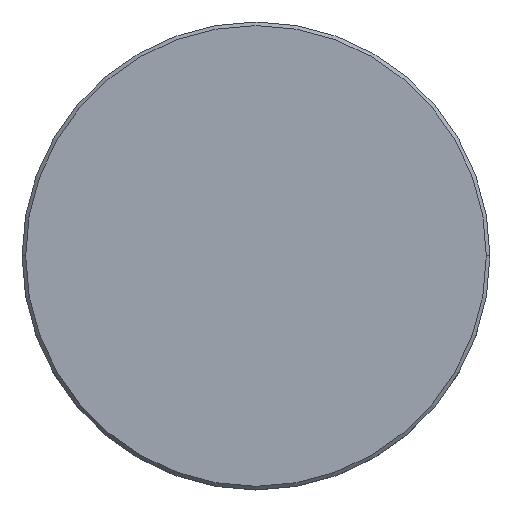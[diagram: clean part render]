
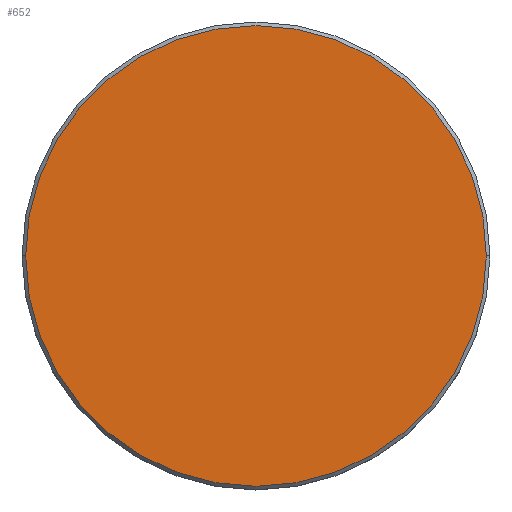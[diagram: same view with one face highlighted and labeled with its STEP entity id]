
A CAD part, top view. The second image highlights one B-rep face of the part: STEP entity #652.
In plain terms, the highlighted planar face has unit normal (0, 0, 1).
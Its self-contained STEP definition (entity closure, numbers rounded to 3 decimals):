
#87 = ORIENTED_EDGE ( 'NONE', *, *, #397, .T. ) ;
#101 = EDGE_LOOP ( 'NONE', ( #669, #87 ) ) ;
#104 = DIRECTION ( 'NONE',  ( 0., 0., 1. ) ) ;
#155 = EDGE_CURVE ( 'NONE', #982, #306, #236, .T. ) ;
#181 = CARTESIAN_POINT ( 'NONE',  ( 32., 0., 0. ) ) ;
#222 = CIRCLE ( 'NONE', #367, 32. ) ;
#236 = CIRCLE ( 'NONE', #917, 32. ) ;
#257 = CARTESIAN_POINT ( 'NONE',  ( 0., 0., 0. ) ) ;
#271 = PLANE ( 'NONE',  #941 ) ;
#306 = VERTEX_POINT ( 'NONE', #181 ) ;
#367 = AXIS2_PLACEMENT_3D ( 'NONE', #257, #997, #413 ) ;
#397 = EDGE_CURVE ( 'NONE', #306, #982, #222, .T. ) ;
#413 = DIRECTION ( 'NONE',  ( 1., 0., 0. ) ) ;
#443 = CARTESIAN_POINT ( 'NONE',  ( 0., 0., 0. ) ) ;
#652 = ADVANCED_FACE ( 'NONE', ( #913 ), #271, .T. ) ;
#669 = ORIENTED_EDGE ( 'NONE', *, *, #155, .T. ) ;
#801 = CARTESIAN_POINT ( 'NONE',  ( -32., 0., 0. ) ) ;
#823 = DIRECTION ( 'NONE',  ( 0., 0., 1. ) ) ;
#846 = DIRECTION ( 'NONE',  ( 1., 0., 0. ) ) ;
#913 = FACE_OUTER_BOUND ( 'NONE', #101, .T. ) ;
#917 = AXIS2_PLACEMENT_3D ( 'NONE', #939, #104, #846 ) ;
#939 = CARTESIAN_POINT ( 'NONE',  ( 0., 0., 0. ) ) ;
#941 = AXIS2_PLACEMENT_3D ( 'NONE', #443, #823, #1093 ) ;
#982 = VERTEX_POINT ( 'NONE', #801 ) ;
#997 = DIRECTION ( 'NONE',  ( 0., 0., 1. ) ) ;
#1093 = DIRECTION ( 'NONE',  ( 1., 0., 0. ) ) ;
